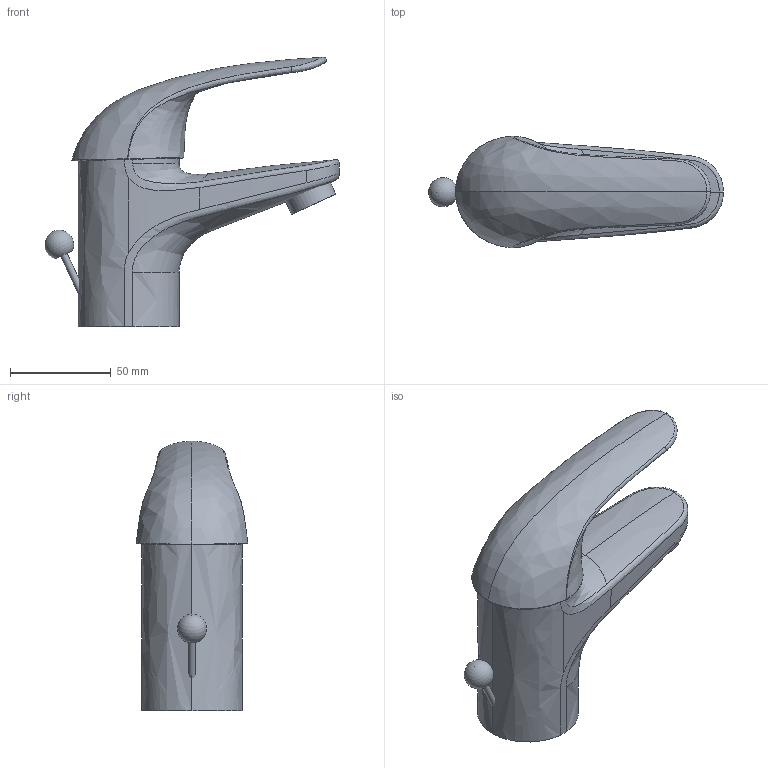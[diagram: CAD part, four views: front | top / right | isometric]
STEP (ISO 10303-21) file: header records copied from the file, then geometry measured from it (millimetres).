
FILE_DESCRIPTION(/* description */ ('Unknown'),/* implementation_level */ '2;1');
FILE_NAME(/* name */ '23264000',/* time_stamp */ '2022-09-07T17:22:18+02:00',/* author */ ('Unknown'),/* organization */ ('GROHE AG'),/* preprocessor_version */ 'ST-DEVELOPER v16.7',/* originating_system */ 'DEX',/* authorisation */ $);
FILE_SCHEMA (('AUTOMOTIVE_DESIGN {1 0 10303 214 3 1 1}'));
Length unit declared in the file: millimetre
Products named in the file (3): 23264000; id43
Assembly tree (2 placements, depth 2):
  23264000
    23264000
    id43
Bounding box: 146.11 x 55.35 x 133.61 mm (x, y, z)
Volume: 74107 mm3; surface area: 39579.2 mm2
Topology: 2 solids, 5 shells, 48 faces, 117 edges, 73 vertices
Faces by surface type: bspline 40, plane 5, cylinder 2, sphere 1
Full cylindrical faces by diameter (mm): 3.45 x1, 24 x1
Entity records: 9115 total; most frequent: CARTESIAN_POINT 8137, ORIENTED_EDGE 210, EDGE_CURVE 109, B_SPLINE_CURVE_WITH_KNOTS 95, VERTEX_POINT 70, EDGE_LOOP 50, FACE_BOUND 50, ADVANCED_FACE 48
